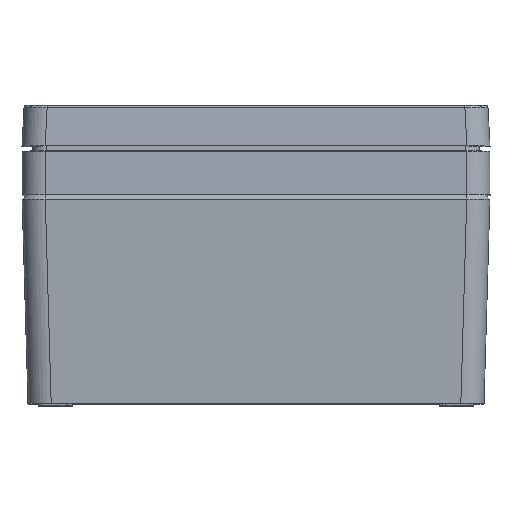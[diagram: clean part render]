
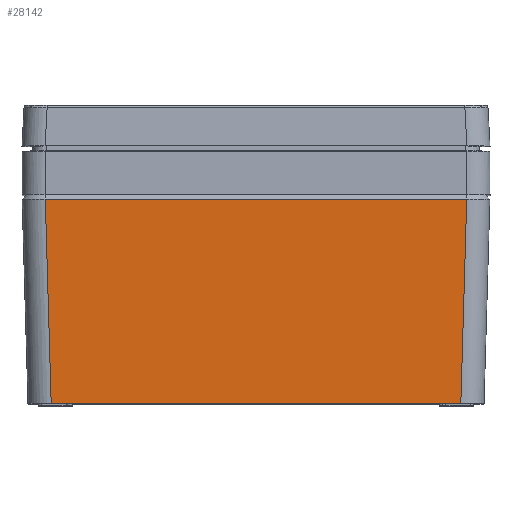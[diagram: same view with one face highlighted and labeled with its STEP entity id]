
A CAD part, top view. The second image highlights one B-rep face of the part: STEP entity #28142.
In plain terms, the highlighted planar face has unit normal (0, -0.029, 1).
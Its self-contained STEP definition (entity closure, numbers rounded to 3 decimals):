
#714 = EDGE_CURVE ( 'NONE', #12389, #10091, #18349, .T. ) ;
#1409 = CARTESIAN_POINT ( 'NONE',  ( -90.952, -1.799, 115.948 ) ) ;
#2505 = LINE ( 'NONE', #10588, #7030 ) ;
#3010 = CARTESIAN_POINT ( 'NONE',  ( -88.404, -90., 113.4 ) ) ;
#3379 = VECTOR ( 'NONE', #21998, 1000. ) ;
#4099 = EDGE_CURVE ( 'NONE', #4363, #10310, #5492, .T. ) ;
#4197 = EDGE_CURVE ( 'NONE', #10091, #4363, #9283, .T. ) ;
#4363 = VERTEX_POINT ( 'NONE', #24964 ) ;
#5336 = PLANE ( 'NONE',  #17803 ) ;
#5492 = LINE ( 'NONE', #19541, #18045 ) ;
#7030 = VECTOR ( 'NONE', #17221, 1000. ) ;
#7639 = EDGE_CURVE ( 'NONE', #10310, #12389, #2505, .T. ) ;
#8912 = ORIENTED_EDGE ( 'NONE', *, *, #4197, .T. ) ;
#9283 = LINE ( 'NONE', #18539, #3379 ) ;
#9454 = CARTESIAN_POINT ( 'NONE',  ( -91.012, 0.288, 116.008 ) ) ;
#9875 = ORIENTED_EDGE ( 'NONE', *, *, #7639, .T. ) ;
#10091 = VERTEX_POINT ( 'NONE', #3010 ) ;
#10310 = VERTEX_POINT ( 'NONE', #10682 ) ;
#10588 = CARTESIAN_POINT ( 'NONE',  ( -101., -1.799, 115.948 ) ) ;
#10682 = CARTESIAN_POINT ( 'NONE',  ( 90.952, -1.799, 115.948 ) ) ;
#12047 = DIRECTION ( 'NONE',  ( 0., -0.029, 1. ) ) ;
#12389 = VERTEX_POINT ( 'NONE', #1409 ) ;
#15344 = DIRECTION ( 'NONE',  ( 0.029, 0.999, 0.029 ) ) ;
#16278 = EDGE_LOOP ( 'NONE', ( #28804, #9875, #20810, #8912 ) ) ;
#17106 = DIRECTION ( 'NONE',  ( 0.029, -0.999, -0.029 ) ) ;
#17221 = DIRECTION ( 'NONE',  ( -1., 0., 0. ) ) ;
#17803 = AXIS2_PLACEMENT_3D ( 'NONE', #27611, #12047, #27784 ) ;
#18045 = VECTOR ( 'NONE', #15344, 1000. ) ;
#18349 = LINE ( 'NONE', #9454, #22958 ) ;
#18539 = CARTESIAN_POINT ( 'NONE',  ( -101., -90., 113.4 ) ) ;
#19470 = FACE_OUTER_BOUND ( 'NONE', #16278, .T. ) ;
#19541 = CARTESIAN_POINT ( 'NONE',  ( 90.844, -5.538, 115.84 ) ) ;
#20810 = ORIENTED_EDGE ( 'NONE', *, *, #714, .T. ) ;
#21998 = DIRECTION ( 'NONE',  ( 1., 0., 0. ) ) ;
#22958 = VECTOR ( 'NONE', #17106, 1000. ) ;
#24964 = CARTESIAN_POINT ( 'NONE',  ( 88.404, -90., 113.4 ) ) ;
#27611 = CARTESIAN_POINT ( 'NONE',  ( -101., 0., 116. ) ) ;
#27784 = DIRECTION ( 'NONE',  ( 0., -1., -0.029 ) ) ;
#28142 = ADVANCED_FACE ( 'NONE', ( #19470 ), #5336, .T. ) ;
#28804 = ORIENTED_EDGE ( 'NONE', *, *, #4099, .T. ) ;
